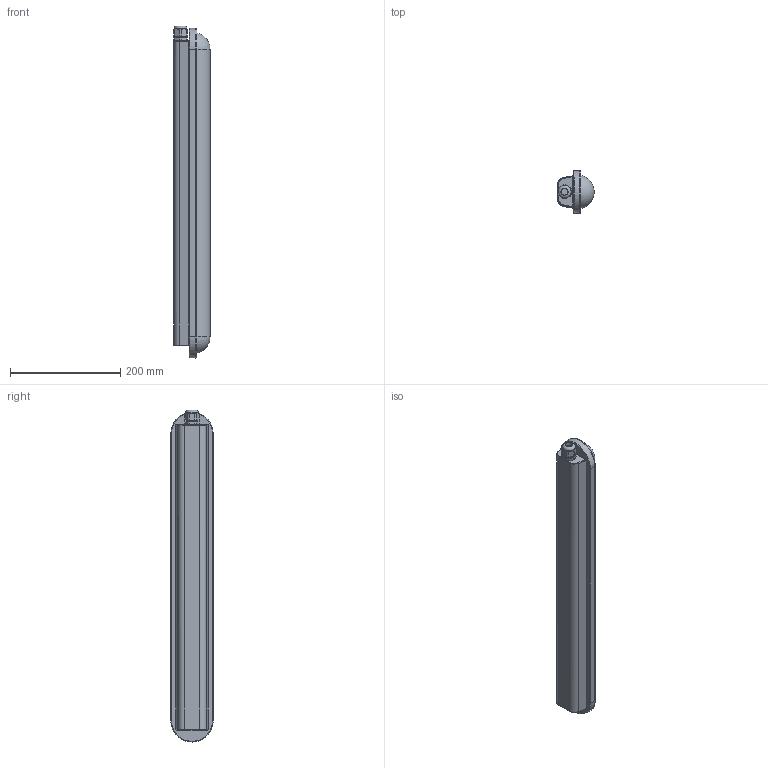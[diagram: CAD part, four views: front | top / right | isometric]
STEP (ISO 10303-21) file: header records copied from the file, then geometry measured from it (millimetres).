
FILE_DESCRIPTION (( 'STEP AP214' ), '1' );
FILE_NAME ('DP-VAL-600.STEP', '2023-04-24T08:30:42', ( '' ), ( '' ), 'SwSTEP 2.0', 'SolidWorks 2020', '' );
FILE_SCHEMA (( 'AUTOMOTIVE_DESIGN' ));
Length unit declared in the file: millimetre
Products named in the file (1): DP-VAL-600
Bounding box: 66 x 77 x 603 mm (x, y, z)
Volume: 266034.5 mm3; surface area: 310307.5 mm2
Topology: 3 solids, 3 shells, 114 faces, 266 edges, 169 vertices
Faces by surface type: plane 52, cylinder 36, bspline 12, torus 7, cone 5, sphere 2
Full cylindrical faces by diameter (mm): 12.5 x1, 13.225 x1, 18.697 x1, 20 x2, 20.5 x1
Entity records: 5422 total; most frequent: CARTESIAN_POINT 1638, ORIENTED_EDGE 502, DIRECTION 500, EDGE_CURVE 251, AXIS2_PLACEMENT_3D 183, VERTEX_POINT 163, EDGE_LOOP 138, VECTOR 134
